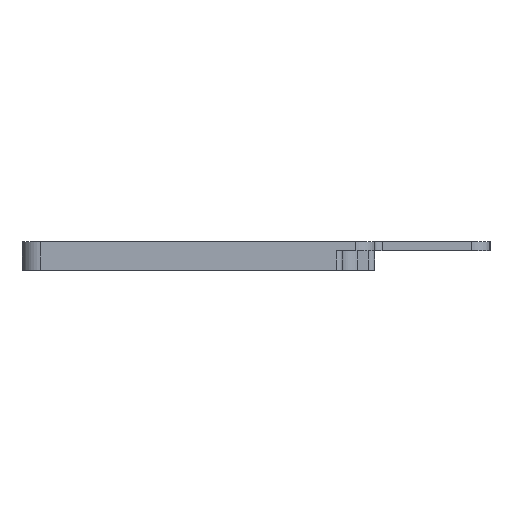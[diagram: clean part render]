
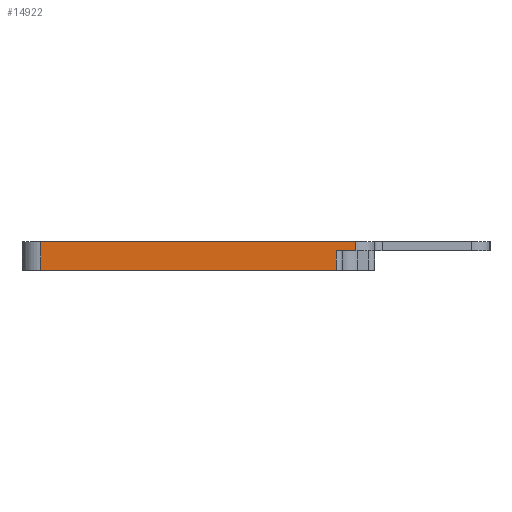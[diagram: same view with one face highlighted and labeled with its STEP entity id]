
A CAD part, left-side view. The second image highlights one B-rep face of the part: STEP entity #14922.
In plain terms, the highlighted planar face has unit normal (-1, 0, 0).
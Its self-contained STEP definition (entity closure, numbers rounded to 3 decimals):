
#403=PLANE('',#16534);
#1149=FACE_OUTER_BOUND('',#1934,.T.);
#1934=EDGE_LOOP('',(#13396,#13397,#13398,#13399,#13400,#13401));
#1986=LINE('',#21166,#3352);
#2273=LINE('',#22507,#3639);
#2327=LINE('',#22662,#3693);
#2329=LINE('',#22671,#3695);
#3338=LINE('',#25587,#4704);
#3339=LINE('',#25588,#4705);
#3352=VECTOR('',#16568,10.);
#3639=VECTOR('',#17647,10.);
#3693=VECTOR('',#17807,10.);
#3695=VECTOR('',#17817,10.);
#4704=VECTOR('',#21120,10.);
#4705=VECTOR('',#21121,10.);
#5585=VERTEX_POINT('',#21163);
#5586=VERTEX_POINT('',#21165);
#6244=VERTEX_POINT('',#22505);
#6292=VERTEX_POINT('',#22660);
#6295=VERTEX_POINT('',#22669);
#7055=VERTEX_POINT('',#25586);
#7073=EDGE_CURVE('',#5585,#5586,#1986,.T.);
#7745=EDGE_CURVE('',#6244,#5585,#2273,.T.);
#7821=EDGE_CURVE('',#6244,#6292,#2327,.T.);
#7826=EDGE_CURVE('',#6292,#6295,#2329,.T.);
#9283=EDGE_CURVE('',#7055,#6295,#3338,.T.);
#9284=EDGE_CURVE('',#5586,#7055,#3339,.T.);
#13396=ORIENTED_EDGE('',*,*,#7821,.T.);
#13397=ORIENTED_EDGE('',*,*,#7826,.T.);
#13398=ORIENTED_EDGE('',*,*,#9283,.F.);
#13399=ORIENTED_EDGE('',*,*,#9284,.F.);
#13400=ORIENTED_EDGE('',*,*,#7073,.F.);
#13401=ORIENTED_EDGE('',*,*,#7745,.F.);
#14922=ADVANCED_FACE('',(#1149),#403,.T.);
#16534=AXIS2_PLACEMENT_3D('',#25585,#21118,#21119);
#16568=DIRECTION('',(0.,1.,0.));
#17647=DIRECTION('',(0.,0.,-1.));
#17807=DIRECTION('',(0.,-1.,0.));
#17817=DIRECTION('',(0.,0.,1.));
#21118=DIRECTION('center_axis',(-1.,0.,0.));
#21119=DIRECTION('ref_axis',(0.,-1.,0.));
#21120=DIRECTION('',(0.,-1.,0.));
#21121=DIRECTION('',(0.,0.,1.));
#21163=CARTESIAN_POINT('',(-105.363,-22.343,0.));
#21165=CARTESIAN_POINT('',(-105.363,26.466,0.));
#21166=CARTESIAN_POINT('',(-105.363,-25.634,0.));
#22505=CARTESIAN_POINT('',(-105.363,-22.343,3.25));
#22507=CARTESIAN_POINT('',(-105.363,-22.343,0.));
#22660=CARTESIAN_POINT('',(-105.363,-25.634,3.25));
#22662=CARTESIAN_POINT('',(-105.363,0.286,3.25));
#22669=CARTESIAN_POINT('',(-105.363,-25.634,4.75));
#22671=CARTESIAN_POINT('',(-105.363,-25.634,0.));
#25585=CARTESIAN_POINT('Origin',(-105.363,26.466,0.));
#25586=CARTESIAN_POINT('',(-105.363,26.466,4.75));
#25587=CARTESIAN_POINT('',(-105.363,-25.634,4.75));
#25588=CARTESIAN_POINT('',(-105.363,26.466,0.));
